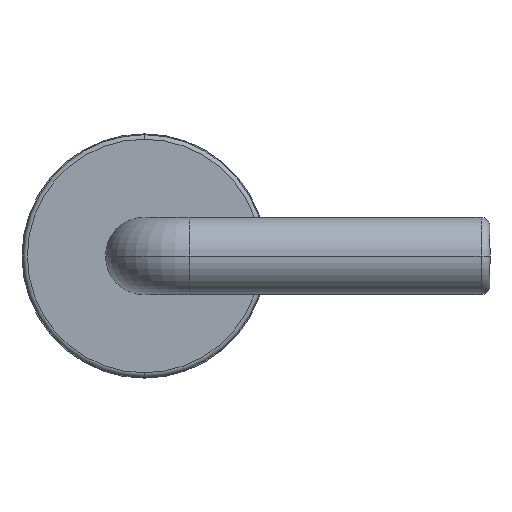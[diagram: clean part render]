
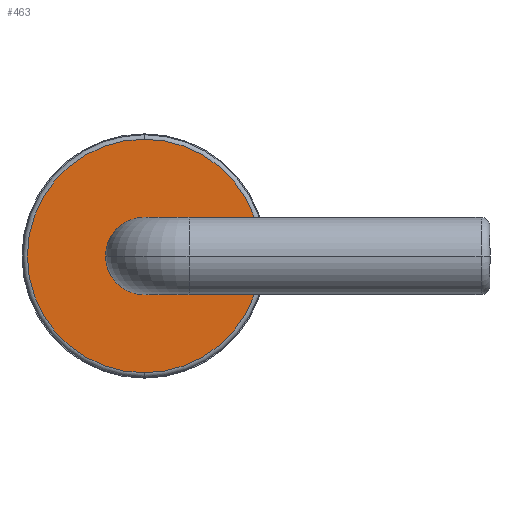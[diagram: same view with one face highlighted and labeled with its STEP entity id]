
A CAD part, left-side view. The second image highlights one B-rep face of the part: STEP entity #463.
In plain terms, the highlighted planar face has unit normal (-1, 0, 0).
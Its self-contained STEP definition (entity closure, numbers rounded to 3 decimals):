
#13 = DIRECTION ( 'NONE',  ( 0., 0., -1. ) ) ;
#105 = AXIS2_PLACEMENT_3D ( 'NONE', #1211, #271, #641 ) ;
#108 = EDGE_LOOP ( 'NONE', ( #1845, #1959 ) ) ;
#121 = EDGE_CURVE ( 'NONE', #2019, #723, #1481, .T. ) ;
#125 = FACE_BOUND ( 'NONE', #1766, .T. ) ;
#231 = AXIS2_PLACEMENT_3D ( 'NONE', #1842, #1945, #13 ) ;
#271 = DIRECTION ( 'NONE',  ( -1., 0., 0. ) ) ;
#303 = ORIENTED_EDGE ( 'NONE', *, *, #2248, .F. ) ;
#463 = ADVANCED_FACE ( 'NONE', ( #2162, #125 ), #907, .F. ) ;
#606 = CARTESIAN_POINT ( 'NONE',  ( -2.605, 0., 1.3 ) ) ;
#641 = DIRECTION ( 'NONE',  ( 0., 0., -1. ) ) ;
#669 = DIRECTION ( 'NONE',  ( 0., 0., -1. ) ) ;
#723 = VERTEX_POINT ( 'NONE', #1789 ) ;
#726 = DIRECTION ( 'NONE',  ( 0., 0., -1. ) ) ;
#786 = CIRCLE ( 'NONE', #867, 0.43 ) ;
#846 = DIRECTION ( 'NONE',  ( -1., 0., 0. ) ) ;
#856 = CARTESIAN_POINT ( 'NONE',  ( -2.605, 0., 0. ) ) ;
#867 = AXIS2_PLACEMENT_3D ( 'NONE', #2217, #846, #669 ) ;
#896 = DIRECTION ( 'NONE',  ( 0., 0., -1. ) ) ;
#907 = PLANE ( 'NONE',  #1907 ) ;
#1004 = AXIS2_PLACEMENT_3D ( 'NONE', #1103, #1917, #896 ) ;
#1067 = VERTEX_POINT ( 'NONE', #1249 ) ;
#1103 = CARTESIAN_POINT ( 'NONE',  ( -2.605, 0., 0. ) ) ;
#1199 = CIRCLE ( 'NONE', #105, 0.43 ) ;
#1211 = CARTESIAN_POINT ( 'NONE',  ( -2.605, 0., 0. ) ) ;
#1249 = CARTESIAN_POINT ( 'NONE',  ( -2.605, -0.43, 0. ) ) ;
#1269 = ORIENTED_EDGE ( 'NONE', *, *, #1813, .F. ) ;
#1271 = EDGE_CURVE ( 'NONE', #723, #2019, #2049, .T. ) ;
#1383 = VERTEX_POINT ( 'NONE', #2072 ) ;
#1481 = CIRCLE ( 'NONE', #1004, 1.3 ) ;
#1620 = DIRECTION ( 'NONE',  ( 1., 0., 0. ) ) ;
#1766 = EDGE_LOOP ( 'NONE', ( #1269, #303 ) ) ;
#1789 = CARTESIAN_POINT ( 'NONE',  ( -2.605, 0., -1.3 ) ) ;
#1813 = EDGE_CURVE ( 'NONE', #1067, #1383, #1199, .T. ) ;
#1842 = CARTESIAN_POINT ( 'NONE',  ( -2.605, 0., 0. ) ) ;
#1845 = ORIENTED_EDGE ( 'NONE', *, *, #1271, .T. ) ;
#1907 = AXIS2_PLACEMENT_3D ( 'NONE', #856, #1620, #726 ) ;
#1917 = DIRECTION ( 'NONE',  ( -1., 0., 0. ) ) ;
#1945 = DIRECTION ( 'NONE',  ( -1., 0., 0. ) ) ;
#1959 = ORIENTED_EDGE ( 'NONE', *, *, #121, .T. ) ;
#2019 = VERTEX_POINT ( 'NONE', #606 ) ;
#2049 = CIRCLE ( 'NONE', #231, 1.3 ) ;
#2072 = CARTESIAN_POINT ( 'NONE',  ( -2.605, 0.43, 0. ) ) ;
#2162 = FACE_OUTER_BOUND ( 'NONE', #108, .T. ) ;
#2217 = CARTESIAN_POINT ( 'NONE',  ( -2.605, 0., 0. ) ) ;
#2248 = EDGE_CURVE ( 'NONE', #1383, #1067, #786, .T. ) ;
